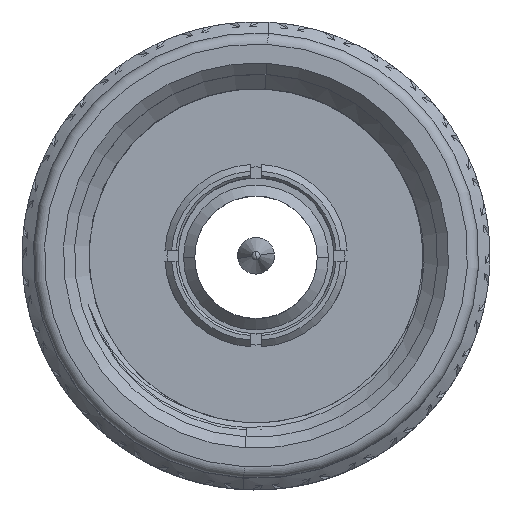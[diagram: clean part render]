
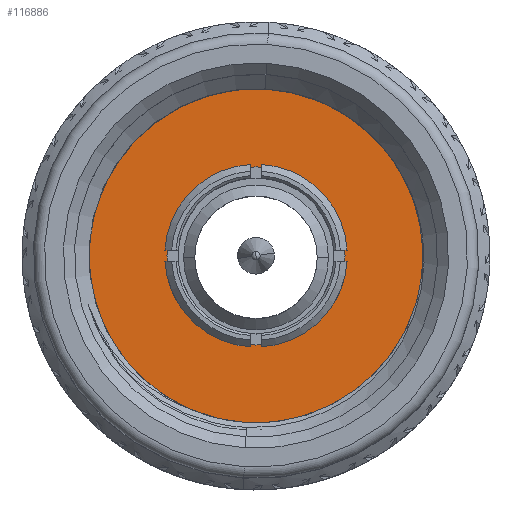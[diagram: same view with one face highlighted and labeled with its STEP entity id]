
A CAD part, top view. The second image highlights one B-rep face of the part: STEP entity #116886.
In plain terms, the highlighted planar face has unit normal (0, 0, 1).
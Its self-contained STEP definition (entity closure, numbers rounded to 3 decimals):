
#3140 = DIRECTION ( 'NONE',  ( 1., 0., 0. ) ) ;
#6457 = VERTEX_POINT ( 'NONE', #35356 ) ;
#10307 = DIRECTION ( 'NONE',  ( 0., 0., 1. ) ) ;
#11827 = EDGE_CURVE ( 'NONE', #38871, #6457, #114775, .T. ) ;
#13982 = CARTESIAN_POINT ( 'NONE',  ( -45.472, 21.666, 14.313 ) ) ;
#16209 = DIRECTION ( 'NONE',  ( 0., 0., 1. ) ) ;
#25300 = VERTEX_POINT ( 'NONE', #49068 ) ;
#25542 = DIRECTION ( 'NONE',  ( 0., 0., 1. ) ) ;
#26294 = EDGE_LOOP ( 'NONE', ( #76270, #28476 ) ) ;
#26522 = DIRECTION ( 'NONE',  ( 1., 0., 0. ) ) ;
#28476 = ORIENTED_EDGE ( 'NONE', *, *, #78768, .F. ) ;
#31774 = AXIS2_PLACEMENT_3D ( 'NONE', #34977, #91051, #26522 ) ;
#33852 = AXIS2_PLACEMENT_3D ( 'NONE', #53243, #25542, #36314 ) ;
#34977 = CARTESIAN_POINT ( 'NONE',  ( -45.472, 21.666, 14.313 ) ) ;
#35356 = CARTESIAN_POINT ( 'NONE',  ( -53.272, 21.666, 14.313 ) ) ;
#36314 = DIRECTION ( 'NONE',  ( 1., 0., 0. ) ) ;
#38871 = VERTEX_POINT ( 'NONE', #117984 ) ;
#42206 = AXIS2_PLACEMENT_3D ( 'NONE', #100794, #10307, #55556 ) ;
#43597 = FACE_OUTER_BOUND ( 'NONE', #75642, .T. ) ;
#49068 = CARTESIAN_POINT ( 'NONE',  ( -49.472, 21.666, 14.313 ) ) ;
#53243 = CARTESIAN_POINT ( 'NONE',  ( -45.472, 21.666, 14.313 ) ) ;
#55556 = DIRECTION ( 'NONE',  ( 1., 0., 0. ) ) ;
#58066 = DIRECTION ( 'NONE',  ( 0., 0., 1. ) ) ;
#60272 = CARTESIAN_POINT ( 'NONE',  ( -45.472, 21.666, 14.313 ) ) ;
#62210 = EDGE_CURVE ( 'NONE', #6457, #38871, #88955, .T. ) ;
#73811 = CARTESIAN_POINT ( 'NONE',  ( -41.472, 21.666, 14.313 ) ) ;
#75642 = EDGE_LOOP ( 'NONE', ( #115439, #102938 ) ) ;
#76270 = ORIENTED_EDGE ( 'NONE', *, *, #101980, .F. ) ;
#78768 = EDGE_CURVE ( 'NONE', #25300, #81238, #112453, .T. ) ;
#80351 = FACE_BOUND ( 'NONE', #26294, .T. ) ;
#81238 = VERTEX_POINT ( 'NONE', #73811 ) ;
#81258 = AXIS2_PLACEMENT_3D ( 'NONE', #60272, #16209, #98863 ) ;
#88955 = CIRCLE ( 'NONE', #81258, 7.8 ) ;
#91051 = DIRECTION ( 'NONE',  ( 0., 0., 1. ) ) ;
#98863 = DIRECTION ( 'NONE',  ( 1., 0., 0. ) ) ;
#99053 = PLANE ( 'NONE',  #42206 ) ;
#99173 = CIRCLE ( 'NONE', #31774, 4. ) ;
#100794 = CARTESIAN_POINT ( 'NONE',  ( -45.472, 25.666, 14.313 ) ) ;
#101980 = EDGE_CURVE ( 'NONE', #81238, #25300, #99173, .T. ) ;
#102938 = ORIENTED_EDGE ( 'NONE', *, *, #62210, .T. ) ;
#108536 = AXIS2_PLACEMENT_3D ( 'NONE', #13982, #58066, #3140 ) ;
#112453 = CIRCLE ( 'NONE', #108536, 4. ) ;
#114775 = CIRCLE ( 'NONE', #33852, 7.8 ) ;
#115439 = ORIENTED_EDGE ( 'NONE', *, *, #11827, .T. ) ;
#116886 = ADVANCED_FACE ( 'NONE', ( #43597, #80351 ), #99053, .T. ) ;
#117984 = CARTESIAN_POINT ( 'NONE',  ( -37.672, 21.666, 14.313 ) ) ;
